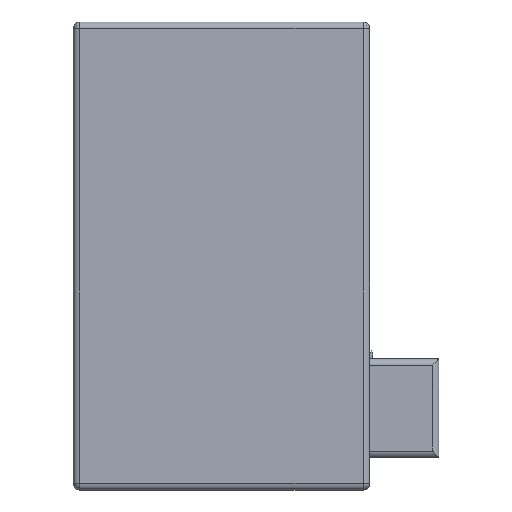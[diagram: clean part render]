
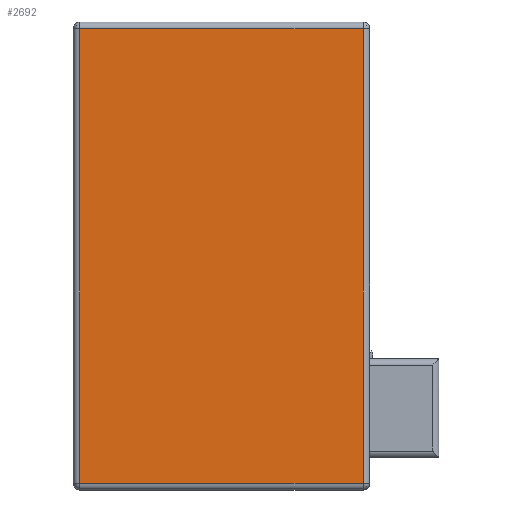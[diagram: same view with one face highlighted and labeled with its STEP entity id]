
A CAD part, top view. The second image highlights one B-rep face of the part: STEP entity #2692.
In plain terms, the highlighted planar face has unit normal (0, 0, 1).
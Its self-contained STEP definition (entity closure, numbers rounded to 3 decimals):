
#5 = CARTESIAN_POINT ( 'NONE',  ( 0., -215., 100. ) ) ;
#327 = VERTEX_POINT ( 'NONE', #10510 ) ;
#2048 = VECTOR ( 'NONE', #2801, 1000. ) ;
#2309 = EDGE_CURVE ( 'NONE', #6733, #9675, #11893, .T. ) ;
#2468 = ORIENTED_EDGE ( 'NONE', *, *, #2309, .T. ) ;
#2692 = ADVANCED_FACE ( 'NONE', ( #3354 ), #3500, .F. ) ;
#2801 = DIRECTION ( 'NONE',  ( -1., 0., 0. ) ) ;
#3134 = ORIENTED_EDGE ( 'NONE', *, *, #9844, .T. ) ;
#3300 = VECTOR ( 'NONE', #10422, 1000. ) ;
#3354 = FACE_OUTER_BOUND ( 'NONE', #13465, .T. ) ;
#3500 = PLANE ( 'NONE',  #9293 ) ;
#4645 = DIRECTION ( 'NONE',  ( 1., 0., 0. ) ) ;
#5902 = VECTOR ( 'NONE', #14236, 1000. ) ;
#6010 = CARTESIAN_POINT ( 'NONE',  ( 345., 0., 100. ) ) ;
#6733 = VERTEX_POINT ( 'NONE', #14743 ) ;
#7800 = VERTEX_POINT ( 'NONE', #9854 ) ;
#8556 = LINE ( 'NONE', #13160, #2048 ) ;
#9075 = CARTESIAN_POINT ( 'NONE',  ( -345., 0., 100. ) ) ;
#9179 = DIRECTION ( 'NONE',  ( 0., 0., -1. ) ) ;
#9212 = LINE ( 'NONE', #9075, #3300 ) ;
#9293 = AXIS2_PLACEMENT_3D ( 'NONE', #12721, #9179, #13767 ) ;
#9502 = VECTOR ( 'NONE', #4645, 1000. ) ;
#9675 = VERTEX_POINT ( 'NONE', #12226 ) ;
#9844 = EDGE_CURVE ( 'NONE', #327, #6733, #12527, .T. ) ;
#9854 = CARTESIAN_POINT ( 'NONE',  ( -345., 215., 100. ) ) ;
#10263 = ORIENTED_EDGE ( 'NONE', *, *, #11287, .T. ) ;
#10422 = DIRECTION ( 'NONE',  ( 0., -1., 0. ) ) ;
#10510 = CARTESIAN_POINT ( 'NONE',  ( -345., -215., 100. ) ) ;
#11287 = EDGE_CURVE ( 'NONE', #9675, #7800, #8556, .T. ) ;
#11893 = LINE ( 'NONE', #6010, #5902 ) ;
#12226 = CARTESIAN_POINT ( 'NONE',  ( 345., 215., 100. ) ) ;
#12527 = LINE ( 'NONE', #5, #9502 ) ;
#12651 = ORIENTED_EDGE ( 'NONE', *, *, #12917, .T. ) ;
#12721 = CARTESIAN_POINT ( 'NONE',  ( 0., 0., 100. ) ) ;
#12917 = EDGE_CURVE ( 'NONE', #7800, #327, #9212, .T. ) ;
#13160 = CARTESIAN_POINT ( 'NONE',  ( 0., 215., 100. ) ) ;
#13465 = EDGE_LOOP ( 'NONE', ( #3134, #2468, #10263, #12651 ) ) ;
#13767 = DIRECTION ( 'NONE',  ( -1., 0., 0. ) ) ;
#14236 = DIRECTION ( 'NONE',  ( 0., 1., 0. ) ) ;
#14743 = CARTESIAN_POINT ( 'NONE',  ( 345., -215., 100. ) ) ;
